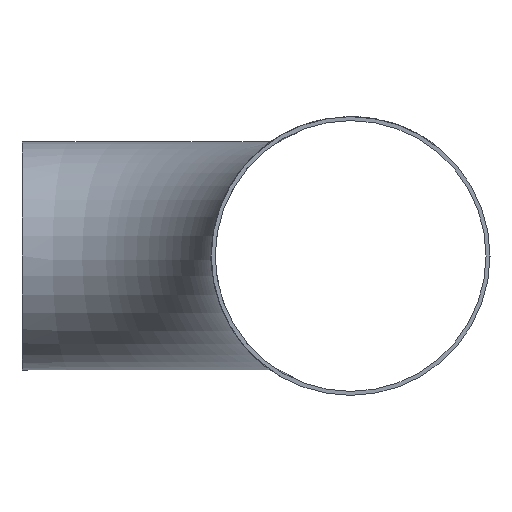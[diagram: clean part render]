
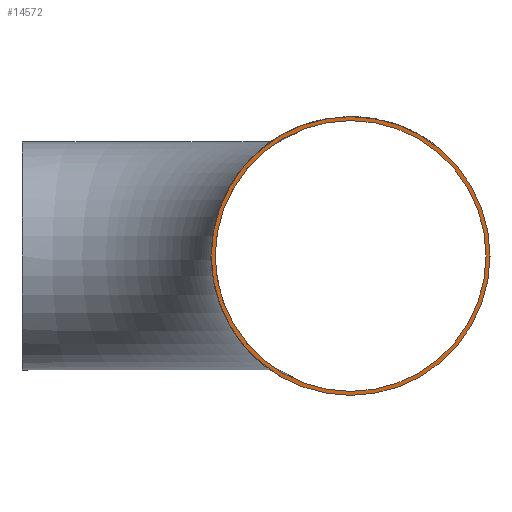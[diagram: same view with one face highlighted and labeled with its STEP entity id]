
A CAD part, left-side view. The second image highlights one B-rep face of the part: STEP entity #14572.
In plain terms, the highlighted planar face has unit normal (-1, 0, 0).
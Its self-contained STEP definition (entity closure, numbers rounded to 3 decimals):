
#3756 = DIRECTION ( 'NONE',  ( 0., 0., -1. ) ) ;
#4100 = DIRECTION ( 'NONE',  ( 0., 0., -1. ) ) ;
#4365 = DIRECTION ( 'NONE',  ( 0., 0., -1. ) ) ;
#5994 = CARTESIAN_POINT ( 'NONE',  ( -191., -164.7, -69.85 ) ) ;
#6474 = FACE_BOUND ( 'NONE', #8332, .T. ) ;
#6670 = DIRECTION ( 'NONE',  ( 1., 0., 0. ) ) ;
#7795 = AXIS2_PLACEMENT_3D ( 'NONE', #19158, #6670, #4100 ) ;
#8332 = EDGE_LOOP ( 'NONE', ( #18158 ) ) ;
#9230 = DIRECTION ( 'NONE',  ( 1., 0., 0. ) ) ;
#12937 = AXIS2_PLACEMENT_3D ( 'NONE', #21233, #9230, #4365 ) ;
#13635 = EDGE_LOOP ( 'NONE', ( #19534 ) ) ;
#14572 = ADVANCED_FACE ( 'NONE', ( #6474, #29018 ), #24132, .F. ) ;
#16071 = CARTESIAN_POINT ( 'NONE',  ( -191., -164.7, 0. ) ) ;
#17629 = CIRCLE ( 'NONE', #7795, 69.85 ) ;
#18158 = ORIENTED_EDGE ( 'NONE', *, *, #23091, .T. ) ;
#18961 = VERTEX_POINT ( 'NONE', #5994 ) ;
#19158 = CARTESIAN_POINT ( 'NONE',  ( -191., -164.7, 0. ) ) ;
#19534 = ORIENTED_EDGE ( 'NONE', *, *, #28850, .F. ) ;
#21233 = CARTESIAN_POINT ( 'NONE',  ( -191., -164.7, 0. ) ) ;
#23091 = EDGE_CURVE ( 'NONE', #28362, #28362, #26903, .T. ) ;
#24132 = PLANE ( 'NONE',  #25662 ) ;
#25662 = AXIS2_PLACEMENT_3D ( 'NONE', #16071, #25938, #3756 ) ;
#25759 = CARTESIAN_POINT ( 'NONE',  ( -191., -164.7, -67.85 ) ) ;
#25938 = DIRECTION ( 'NONE',  ( 1., 0., 0. ) ) ;
#26903 = CIRCLE ( 'NONE', #12937, 67.85 ) ;
#28362 = VERTEX_POINT ( 'NONE', #25759 ) ;
#28850 = EDGE_CURVE ( 'NONE', #18961, #18961, #17629, .T. ) ;
#29018 = FACE_OUTER_BOUND ( 'NONE', #13635, .T. ) ;
